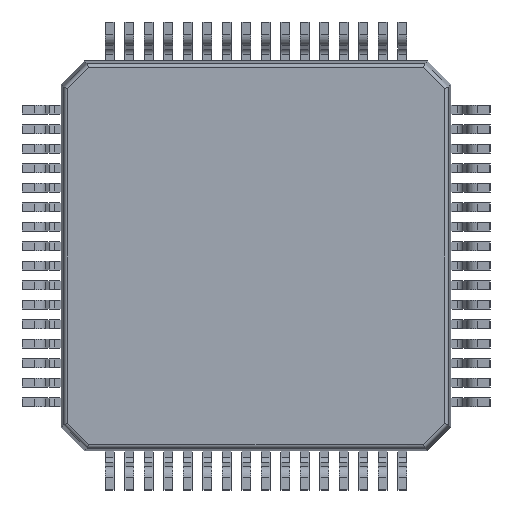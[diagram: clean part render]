
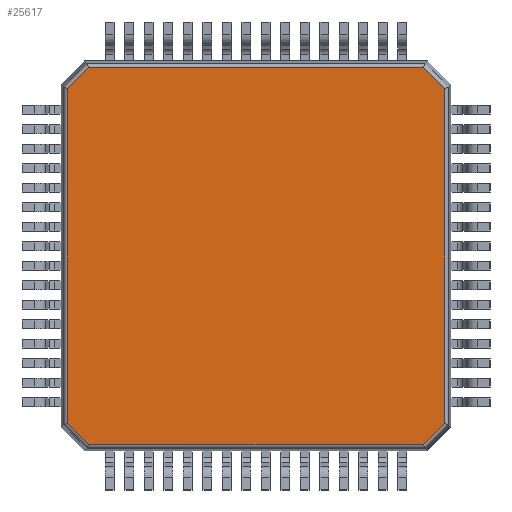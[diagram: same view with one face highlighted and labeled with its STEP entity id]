
A CAD part, front view. The second image highlights one B-rep face of the part: STEP entity #25617.
In plain terms, the highlighted planar face has unit normal (0, -1, 0).
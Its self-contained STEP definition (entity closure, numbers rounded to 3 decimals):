
#780 = DIRECTION ( 'NONE',  ( 0.707, 0., 0.707 ) ) ;
#1726 = DIRECTION ( 'NONE',  ( -1., 0., 0. ) ) ;
#2183 = LINE ( 'NONE', #13535, #23332 ) ;
#2295 = LINE ( 'NONE', #9443, #21056 ) ;
#2607 = DIRECTION ( 'NONE',  ( 0.707, 0., -0.707 ) ) ;
#3755 = ORIENTED_EDGE ( 'NONE', *, *, #10723, .T. ) ;
#4795 = VECTOR ( 'NONE', #11059, 1000. ) ;
#5799 = AXIS2_PLACEMENT_3D ( 'NONE', #20667, #18298, #15921 ) ;
#5826 = EDGE_CURVE ( 'NONE', #6420, #6030, #10816, .T. ) ;
#6030 = VERTEX_POINT ( 'NONE', #27845 ) ;
#6110 = EDGE_LOOP ( 'NONE', ( #3755, #12401, #13677, #22180, #11673, #10933, #16118, #24097 ) ) ;
#6175 = VECTOR ( 'NONE', #17880, 1000. ) ;
#6420 = VERTEX_POINT ( 'NONE', #24167 ) ;
#7088 = EDGE_CURVE ( 'NONE', #23470, #24059, #2183, .T. ) ;
#7762 = VECTOR ( 'NONE', #26343, 1000. ) ;
#7986 = EDGE_CURVE ( 'NONE', #24059, #26574, #13293, .T. ) ;
#8409 = CARTESIAN_POINT ( 'NONE',  ( -4.562, 0.2, 4.562 ) ) ;
#9184 = VERTEX_POINT ( 'NONE', #22213 ) ;
#9443 = CARTESIAN_POINT ( 'NONE',  ( 4.562, 0.2, -4.562 ) ) ;
#10723 = EDGE_CURVE ( 'NONE', #13024, #9184, #21739, .T. ) ;
#10816 = LINE ( 'NONE', #19781, #22129 ) ;
#10933 = ORIENTED_EDGE ( 'NONE', *, *, #7986, .T. ) ;
#10976 = CARTESIAN_POINT ( 'NONE',  ( -4.835, 0.2, -4.923 ) ) ;
#11059 = DIRECTION ( 'NONE',  ( -0.707, 0., 0.707 ) ) ;
#11266 = DIRECTION ( 'NONE',  ( 0., 0., 1. ) ) ;
#11673 = ORIENTED_EDGE ( 'NONE', *, *, #7088, .T. ) ;
#12401 = ORIENTED_EDGE ( 'NONE', *, *, #22728, .T. ) ;
#13024 = VERTEX_POINT ( 'NONE', #25123 ) ;
#13293 = LINE ( 'NONE', #22399, #4795 ) ;
#13535 = CARTESIAN_POINT ( 'NONE',  ( 4.835, 0.2, 4.923 ) ) ;
#13677 = ORIENTED_EDGE ( 'NONE', *, *, #5826, .T. ) ;
#15921 = DIRECTION ( 'NONE',  ( 0., 0., -1. ) ) ;
#16056 = PLANE ( 'NONE',  #5799 ) ;
#16118 = ORIENTED_EDGE ( 'NONE', *, *, #19516, .T. ) ;
#17382 = LINE ( 'NONE', #8409, #7762 ) ;
#17429 = CARTESIAN_POINT ( 'NONE',  ( 4.288, 0.2, 4.835 ) ) ;
#17782 = VECTOR ( 'NONE', #2607, 1000. ) ;
#17869 = DIRECTION ( 'NONE',  ( 1., 0., 0. ) ) ;
#17880 = DIRECTION ( 'NONE',  ( 0., 0., -1. ) ) ;
#18185 = VECTOR ( 'NONE', #1726, 1000. ) ;
#18298 = DIRECTION ( 'NONE',  ( 0., -1., 0. ) ) ;
#18438 = LINE ( 'NONE', #25307, #17782 ) ;
#19516 = EDGE_CURVE ( 'NONE', #26574, #22571, #22035, .T. ) ;
#19730 = CARTESIAN_POINT ( 'NONE',  ( 4.835, 0.2, -4.288 ) ) ;
#19781 = CARTESIAN_POINT ( 'NONE',  ( 4.923, 0.2, -4.835 ) ) ;
#19798 = CARTESIAN_POINT ( 'NONE',  ( 4.835, 0.2, 4.288 ) ) ;
#20359 = FACE_OUTER_BOUND ( 'NONE', #6110, .T. ) ;
#20667 = CARTESIAN_POINT ( 'NONE',  ( 0., 0.2, 0. ) ) ;
#21056 = VECTOR ( 'NONE', #780, 1000. ) ;
#21739 = LINE ( 'NONE', #10976, #6175 ) ;
#22035 = LINE ( 'NONE', #29047, #18185 ) ;
#22129 = VECTOR ( 'NONE', #17869, 1000. ) ;
#22180 = ORIENTED_EDGE ( 'NONE', *, *, #25677, .T. ) ;
#22213 = CARTESIAN_POINT ( 'NONE',  ( -4.835, 0.2, -4.288 ) ) ;
#22399 = CARTESIAN_POINT ( 'NONE',  ( 4.562, 0.2, 4.562 ) ) ;
#22571 = VERTEX_POINT ( 'NONE', #26656 ) ;
#22728 = EDGE_CURVE ( 'NONE', #9184, #6420, #18438, .T. ) ;
#23089 = EDGE_CURVE ( 'NONE', #22571, #13024, #17382, .T. ) ;
#23332 = VECTOR ( 'NONE', #11266, 1000. ) ;
#23470 = VERTEX_POINT ( 'NONE', #19730 ) ;
#24059 = VERTEX_POINT ( 'NONE', #19798 ) ;
#24097 = ORIENTED_EDGE ( 'NONE', *, *, #23089, .T. ) ;
#24167 = CARTESIAN_POINT ( 'NONE',  ( -4.288, 0.2, -4.835 ) ) ;
#25123 = CARTESIAN_POINT ( 'NONE',  ( -4.835, 0.2, 4.288 ) ) ;
#25307 = CARTESIAN_POINT ( 'NONE',  ( -4.562, 0.2, -4.562 ) ) ;
#25617 = ADVANCED_FACE ( 'NONE', ( #20359 ), #16056, .T. ) ;
#25677 = EDGE_CURVE ( 'NONE', #6030, #23470, #2295, .T. ) ;
#26343 = DIRECTION ( 'NONE',  ( -0.707, 0., -0.707 ) ) ;
#26574 = VERTEX_POINT ( 'NONE', #17429 ) ;
#26656 = CARTESIAN_POINT ( 'NONE',  ( -4.288, 0.2, 4.835 ) ) ;
#27845 = CARTESIAN_POINT ( 'NONE',  ( 4.288, 0.2, -4.835 ) ) ;
#29047 = CARTESIAN_POINT ( 'NONE',  ( -4.923, 0.2, 4.835 ) ) ;
